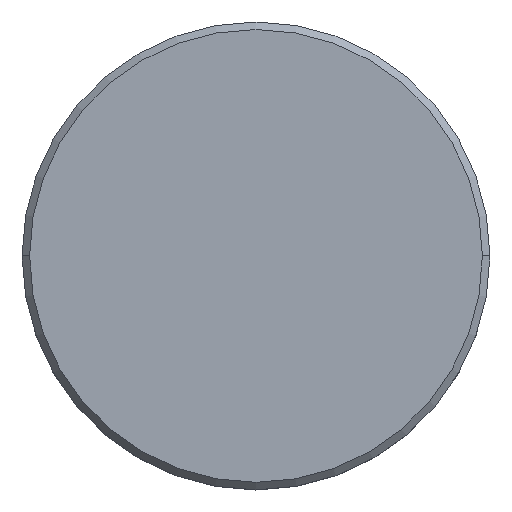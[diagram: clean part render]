
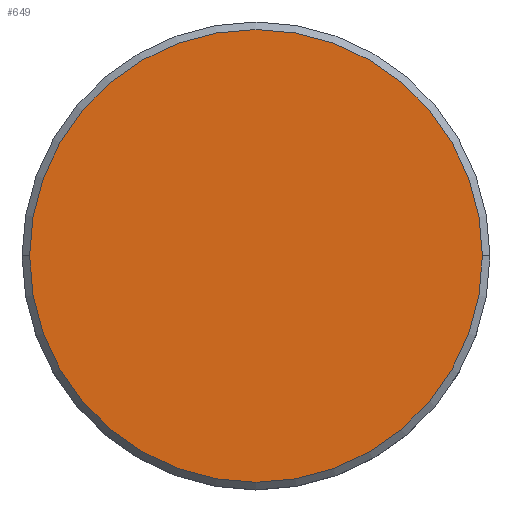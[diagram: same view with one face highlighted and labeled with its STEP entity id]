
A CAD part, top view. The second image highlights one B-rep face of the part: STEP entity #649.
In plain terms, the highlighted planar face has unit normal (0, 0, 1).
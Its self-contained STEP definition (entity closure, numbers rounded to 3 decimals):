
#1 = DIRECTION ( 'NONE',  ( 1., 0., 0. ) ) ;
#9 = DIRECTION ( 'NONE',  ( 0., 0., 1. ) ) ;
#98 = PLANE ( 'NONE',  #534 ) ;
#185 = DIRECTION ( 'NONE',  ( 0., 0., 1. ) ) ;
#200 = DIRECTION ( 'NONE',  ( 1., 0., 0. ) ) ;
#230 = VERTEX_POINT ( 'NONE', #312 ) ;
#253 = CARTESIAN_POINT ( 'NONE',  ( 0., 0., 0. ) ) ;
#285 = CIRCLE ( 'NONE', #1041, 15. ) ;
#289 = CARTESIAN_POINT ( 'NONE',  ( -15., 0., 0. ) ) ;
#312 = CARTESIAN_POINT ( 'NONE',  ( 15., 0., 0. ) ) ;
#353 = AXIS2_PLACEMENT_3D ( 'NONE', #373, #738, #200 ) ;
#361 = ORIENTED_EDGE ( 'NONE', *, *, #689, .T. ) ;
#373 = CARTESIAN_POINT ( 'NONE',  ( 0., 0., 0. ) ) ;
#534 = AXIS2_PLACEMENT_3D ( 'NONE', #253, #9, #1011 ) ;
#649 = ADVANCED_FACE ( 'NONE', ( #703 ), #98, .T. ) ;
#654 = EDGE_CURVE ( 'NONE', #658, #230, #678, .T. ) ;
#658 = VERTEX_POINT ( 'NONE', #289 ) ;
#678 = CIRCLE ( 'NONE', #353, 15. ) ;
#689 = EDGE_CURVE ( 'NONE', #230, #658, #285, .T. ) ;
#703 = FACE_OUTER_BOUND ( 'NONE', #985, .T. ) ;
#738 = DIRECTION ( 'NONE',  ( 0., 0., 1. ) ) ;
#897 = ORIENTED_EDGE ( 'NONE', *, *, #654, .T. ) ;
#985 = EDGE_LOOP ( 'NONE', ( #897, #361 ) ) ;
#1011 = DIRECTION ( 'NONE',  ( 1., 0., 0. ) ) ;
#1041 = AXIS2_PLACEMENT_3D ( 'NONE', #1166, #185, #1 ) ;
#1166 = CARTESIAN_POINT ( 'NONE',  ( 0., 0., 0. ) ) ;
